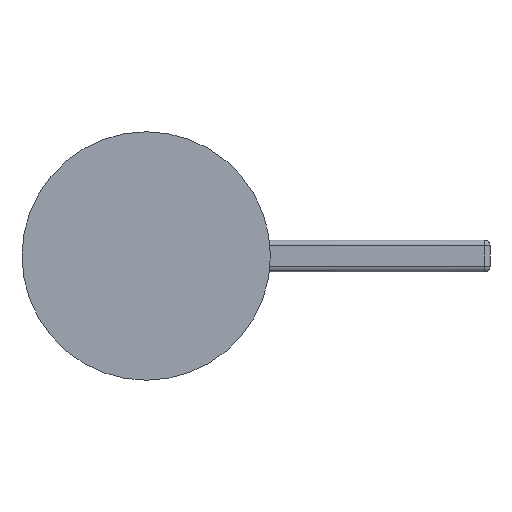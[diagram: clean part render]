
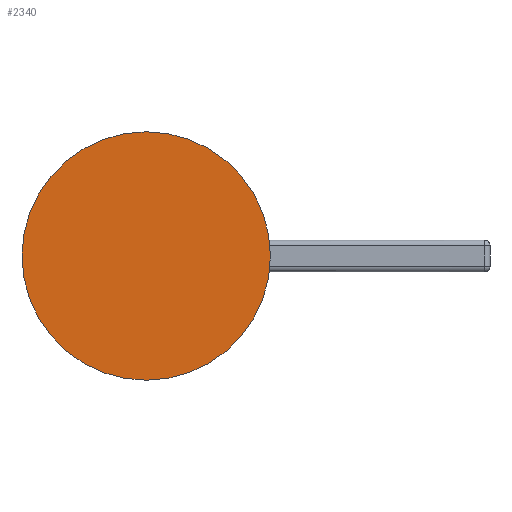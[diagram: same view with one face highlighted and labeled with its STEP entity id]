
A CAD part, front view. The second image highlights one B-rep face of the part: STEP entity #2340.
In plain terms, the highlighted planar face has unit normal (0, -1, 0).
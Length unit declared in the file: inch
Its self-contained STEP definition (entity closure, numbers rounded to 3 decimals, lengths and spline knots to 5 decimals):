
#811=CARTESIAN_POINT('',(0.,-0.25,0.));
#812=DIRECTION('',(0.,-1.,0.));
#813=DIRECTION('',(1.,0.,0.001));
#814=AXIS2_PLACEMENT_3D('',#811,#812,#813);
#816=CARTESIAN_POINT('',(0.,-0.25,0.));
#817=DIRECTION('',(0.,-1.,0.));
#818=DIRECTION('',(-1.,0.,-0.001));
#819=AXIS2_PLACEMENT_3D('',#816,#817,#818);
#955=CARTESIAN_POINT('',(0.925,-0.25,0.0008));
#956=CARTESIAN_POINT('',(-0.925,-0.25,-0.0008));
#957=VERTEX_POINT('',#955);
#958=VERTEX_POINT('',#956);
#2331=CARTESIAN_POINT('',(0.,-0.25,0.));
#2332=DIRECTION('',(0.,1.,0.));
#2333=DIRECTION('',(-1.,0.,-0.001));
#2334=AXIS2_PLACEMENT_3D('',#2331,#2332,#2333);
#2335=PLANE('',#2334);
#2336=ORIENTED_EDGE('',*,*,#2325,.F.);
#2337=ORIENTED_EDGE('',*,*,#2311,.F.);
#2338=EDGE_LOOP('',(#2336,#2337));
#2339=FACE_OUTER_BOUND('',#2338,.F.);
#2340=ADVANCED_FACE('',(#2339),#2335,.F.);
#815=CIRCLE('',#814,0.925);
#820=CIRCLE('',#819,0.925);
#2311=EDGE_CURVE('',#958,#957,#820,.T.);
#2325=EDGE_CURVE('',#957,#958,#815,.T.);
